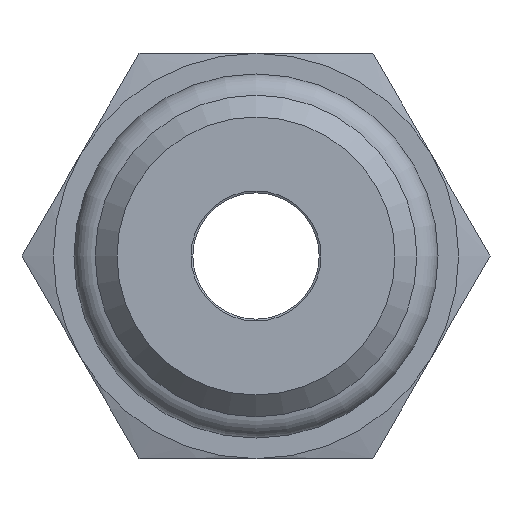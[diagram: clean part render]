
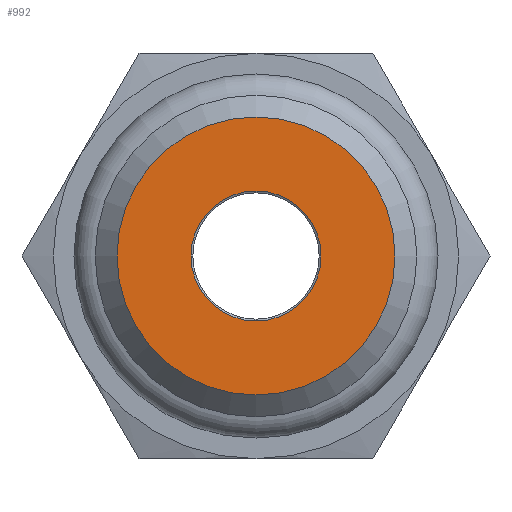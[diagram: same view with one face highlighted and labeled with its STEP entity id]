
A CAD part, left-side view. The second image highlights one B-rep face of the part: STEP entity #992.
In plain terms, the highlighted planar face has unit normal (-1, 0, 0).
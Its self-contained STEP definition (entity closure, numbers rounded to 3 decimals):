
#100=PLANE('',#1065);
#253=ORIENTED_EDGE('',*,*,#380,.F.);
#254=ORIENTED_EDGE('',*,*,#381,.T.);
#380=EDGE_CURVE('',#450,#450,#498,.T.);
#381=EDGE_CURVE('',#451,#451,#499,.T.);
#450=VERTEX_POINT('',#1468);
#451=VERTEX_POINT('',#1470);
#498=CIRCLE('',#1066,4.801);
#499=CIRCLE('',#1067,2.245);
#543=EDGE_LOOP('',(#253));
#544=EDGE_LOOP('',(#254));
#607=FACE_BOUND('',#543,.T.);
#608=FACE_BOUND('',#544,.T.);
#992=ADVANCED_FACE('',(#607,#608),#100,.F.);
#1065=AXIS2_PLACEMENT_3D('',#1466,#1198,#1199);
#1066=AXIS2_PLACEMENT_3D('',#1467,#1200,#1201);
#1067=AXIS2_PLACEMENT_3D('',#1469,#1202,#1203);
#1198=DIRECTION('',(1.,0.,0.));
#1199=DIRECTION('',(0.,1.,0.));
#1200=DIRECTION('',(1.,0.,0.));
#1201=DIRECTION('',(0.,1.,0.));
#1202=DIRECTION('',(1.,0.,0.));
#1203=DIRECTION('',(0.,0.,-1.));
#1466=CARTESIAN_POINT('',(0.,0.,0.));
#1467=CARTESIAN_POINT('',(0.,0.,0.));
#1468=CARTESIAN_POINT('',(0.,4.801,0.));
#1469=CARTESIAN_POINT('',(0.,0.,0.));
#1470=CARTESIAN_POINT('',(0.,0.,-2.245));
